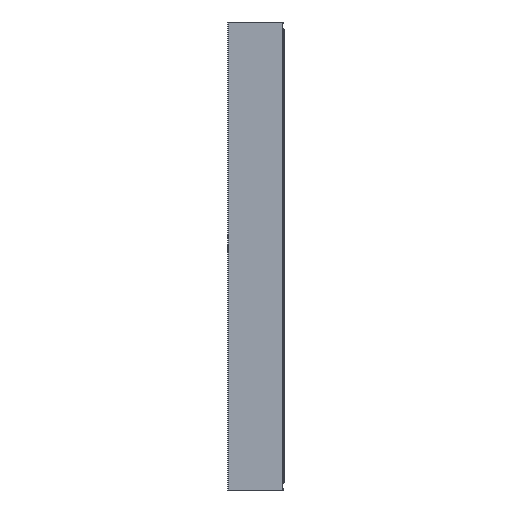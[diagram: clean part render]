
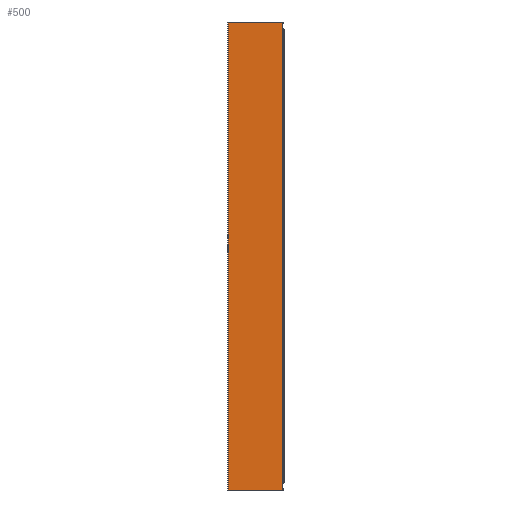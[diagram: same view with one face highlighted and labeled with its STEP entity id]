
A CAD part, front view. The second image highlights one B-rep face of the part: STEP entity #500.
In plain terms, the highlighted planar face has unit normal (0, -1, 0).
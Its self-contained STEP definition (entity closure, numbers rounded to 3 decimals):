
#500=ADVANCED_FACE('',(#1018),#1019,.T.);
#1018=FACE_OUTER_BOUND('',#1571,.T.);
#1019=PLANE('',#1572);
#1571=EDGE_LOOP('',(#3496,#3497,#3498,#3499,#3500,#3501,#3502,#3503));
#1572=AXIS2_PLACEMENT_3D('',#3504,#3505,#3506);
#3496=ORIENTED_EDGE('',*,*,#5324,.F.);
#3497=ORIENTED_EDGE('',*,*,#5322,.F.);
#3498=ORIENTED_EDGE('',*,*,#5728,.F.);
#3499=ORIENTED_EDGE('',*,*,#5730,.T.);
#3500=ORIENTED_EDGE('',*,*,#5731,.F.);
#3501=ORIENTED_EDGE('',*,*,#5732,.F.);
#3502=ORIENTED_EDGE('',*,*,#5706,.T.);
#3503=ORIENTED_EDGE('',*,*,#5311,.T.);
#3504=CARTESIAN_POINT('',(-4.51,-15.663,623.0));
#3505=DIRECTION('',(0.,-1.0,0.));
#3506=DIRECTION('',(1.0,0.,0.));
#5311=EDGE_CURVE('',#7510,#7508,#7511,.T.);
#5322=EDGE_CURVE('',#7526,#7519,#7528,.T.);
#5324=EDGE_CURVE('',#7519,#7508,#7530,.T.);
#5706=EDGE_CURVE('',#8096,#7510,#8097,.T.);
#5728=EDGE_CURVE('',#8124,#7526,#8126,.T.);
#5730=EDGE_CURVE('',#8124,#8128,#8129,.T.);
#5731=EDGE_CURVE('',#8130,#8128,#8131,.T.);
#5732=EDGE_CURVE('',#8096,#8130,#8132,.T.);
#7508=VERTEX_POINT('',#12967);
#7510=VERTEX_POINT('',#12969);
#7511=LINE('',#12970,#12971);
#7519=VERTEX_POINT('',#12981);
#7526=VERTEX_POINT('',#12990);
#7528=LINE('',#12992,#12993);
#7530=LINE('',#12995,#12996);
#8096=VERTEX_POINT('',#13788);
#8097=LINE('',#13789,#13790);
#8124=VERTEX_POINT('',#13826);
#8126=LINE('',#13828,#13829);
#8128=VERTEX_POINT('',#13831);
#8129=LINE('',#13832,#13833);
#8130=VERTEX_POINT('',#13834);
#8131=LINE('',#13835,#13836);
#8132=LINE('',#13837,#13838);
#12967=CARTESIAN_POINT('',(-179.,-15.663,624.));
#12969=CARTESIAN_POINT('',(-2.15,-15.663,624.));
#12970=CARTESIAN_POINT('',(-2.15,-15.663,624.));
#12971=VECTOR('',#16011,1000.0);
#12981=CARTESIAN_POINT('',(-179.,-15.663,-876.0));
#12990=CARTESIAN_POINT('',(-2.15,-15.663,-876.0));
#12992=CARTESIAN_POINT('',(-2.15,-15.663,-876.0));
#12993=VECTOR('',#16031,1000.0);
#12995=CARTESIAN_POINT('',(-179.,-15.663,623.));
#12996=VECTOR('',#16032,1000.0);
#13788=CARTESIAN_POINT('',(-2.15,-15.663,623.));
#13789=CARTESIAN_POINT('',(-2.15,-15.663,623.));
#13790=VECTOR('',#16460,1000.0);
#13826=CARTESIAN_POINT('',(-2.15,-15.663,-875.0));
#13828=CARTESIAN_POINT('',(-2.15,-15.663,-875.0));
#13829=VECTOR('',#16485,1000.0);
#13831=CARTESIAN_POINT('',(-4.51,-15.663,-875.0));
#13832=CARTESIAN_POINT('',(-2.15,-15.663,-875.0));
#13833=VECTOR('',#16486,1000.0);
#13834=CARTESIAN_POINT('',(-4.51,-15.663,623.0));
#13835=CARTESIAN_POINT('',(-4.51,-15.663,623.0));
#13836=VECTOR('',#16487,1000.0);
#13837=CARTESIAN_POINT('',(-2.15,-15.663,623.));
#13838=VECTOR('',#16488,1000.0);
#16011=DIRECTION('',(-1.0,0.,0.));
#16031=DIRECTION('',(-1.0,0.,0.));
#16032=DIRECTION('',(0.,0.,1.0));
#16460=DIRECTION('',(0.,0.,1.0));
#16485=DIRECTION('',(0.,0.,-1.0));
#16486=DIRECTION('',(-1.0,0.,0.));
#16487=DIRECTION('',(0.,0.,-1.0));
#16488=DIRECTION('',(-1.0,0.,0.));
